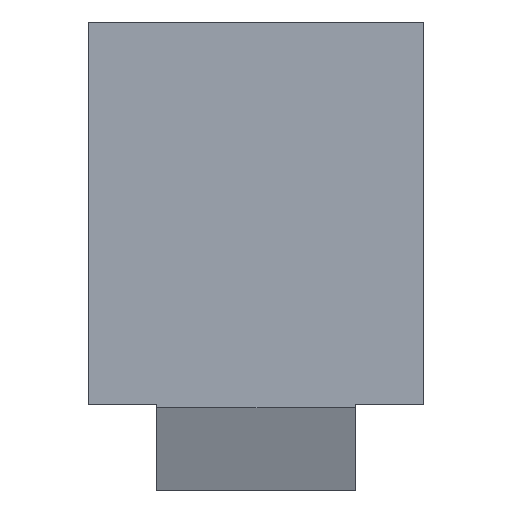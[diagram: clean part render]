
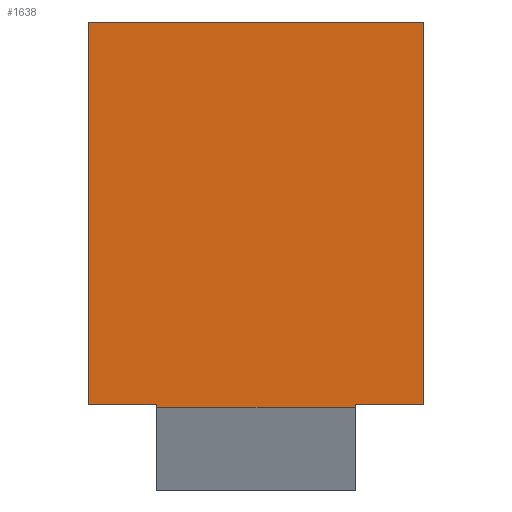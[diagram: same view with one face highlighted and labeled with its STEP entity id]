
A CAD part, left-side view. The second image highlights one B-rep face of the part: STEP entity #1638.
In plain terms, the highlighted planar face has unit normal (-1, 0, 0).
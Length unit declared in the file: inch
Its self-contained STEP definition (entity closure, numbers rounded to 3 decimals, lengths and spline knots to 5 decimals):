
#187 = VERTEX_POINT ( 'NONE', #606 ) ;
#188 = VERTEX_POINT ( 'NONE', #607 ) ;
#197 = VERTEX_POINT ( 'NONE', #616 ) ;
#198 = VERTEX_POINT ( 'NONE', #617 ) ;
#200 = VERTEX_POINT ( 'NONE', #619 ) ;
#201 = VERTEX_POINT ( 'NONE', #620 ) ;
#204 = VERTEX_POINT ( 'NONE', #623 ) ;
#207 = VERTEX_POINT ( 'NONE', #626 ) ;
#606 = CARTESIAN_POINT ( 'NONE',  ( -1.24213, 0.11417, -0.03965 ) ) ;
#607 = CARTESIAN_POINT ( 'NONE',  ( -1.24213, 0.11417, -0.03543 ) ) ;
#616 = CARTESIAN_POINT ( 'NONE',  ( -1.24213, -0.11417, -0.03965 ) ) ;
#617 = CARTESIAN_POINT ( 'NONE',  ( -1.24213, -0.11417, -0.03543 ) ) ;
#619 = CARTESIAN_POINT ( 'NONE',  ( -1.24213, 0.19291, 0.40354 ) ) ;
#620 = CARTESIAN_POINT ( 'NONE',  ( -1.24213, 0.19291, -0.03543 ) ) ;
#623 = CARTESIAN_POINT ( 'NONE',  ( -1.24213, -0.19291, 0.40354 ) ) ;
#626 = CARTESIAN_POINT ( 'NONE',  ( -1.24213, -0.19291, -0.03543 ) ) ;
#1638 = ADVANCED_FACE ( 'NONE', ( #4950 ), #4247, .T. ) ;
#1954 = EDGE_CURVE ( 'NONE', #188, #187, #6298, .T. ) ;
#1970 = EDGE_CURVE ( 'NONE', #201, #188, #6329, .T. ) ;
#1973 = EDGE_CURVE ( 'NONE', #197, #198, #6335, .T. ) ;
#1975 = EDGE_CURVE ( 'NONE', #187, #197, #6339, .T. ) ;
#1977 = EDGE_CURVE ( 'NONE', #200, #201, #6313, .T. ) ;
#1980 = EDGE_CURVE ( 'NONE', #204, #200, #6327, .T. ) ;
#1983 = EDGE_CURVE ( 'NONE', #198, #207, #6354, .T. ) ;
#2429 = ORIENTED_EDGE ( 'NONE', *, *, #2669, .T. ) ;
#2430 = ORIENTED_EDGE ( 'NONE', *, *, #1980, .T. ) ;
#2431 = ORIENTED_EDGE ( 'NONE', *, *, #1977, .T. ) ;
#2432 = ORIENTED_EDGE ( 'NONE', *, *, #1970, .T. ) ;
#2433 = ORIENTED_EDGE ( 'NONE', *, *, #1954, .T. ) ;
#2434 = ORIENTED_EDGE ( 'NONE', *, *, #1975, .T. ) ;
#2435 = ORIENTED_EDGE ( 'NONE', *, *, #1973, .T. ) ;
#2436 = ORIENTED_EDGE ( 'NONE', *, *, #1983, .T. ) ;
#2669 = EDGE_CURVE ( 'NONE', #207, #204, #6362, .T. ) ;
#4242 = CARTESIAN_POINT ( 'NONE',  ( -1.24213, 0.19291, 0.40748 ) ) ;
#4247 = PLANE ( 'NONE',  #5587 ) ;
#4252 = DIRECTION ( 'NONE',  ( -1., 0., 0. ) ) ;
#4253 = DIRECTION ( 'NONE',  ( 0., 0., 1. ) ) ;
#4950 = FACE_OUTER_BOUND ( 'NONE', #7099, .T. ) ;
#5587 = AXIS2_PLACEMENT_3D ( 'NONE', #4242, #4252, #4253 ) ;
#5842 = CARTESIAN_POINT ( 'NONE',  ( -1.24213, 0.11417, -0.13386 ) ) ;
#5843 = DIRECTION ( 'NONE',  ( 0., 0., -1. ) ) ;
#5872 = CARTESIAN_POINT ( 'NONE',  ( -1.24213, 0.19291, 0.40748 ) ) ;
#5874 = CARTESIAN_POINT ( 'NONE',  ( -1.24213, 0.19291, -0.03543 ) ) ;
#5875 = DIRECTION ( 'NONE',  ( 0., -1., 0. ) ) ;
#5880 = CARTESIAN_POINT ( 'NONE',  ( -1.24213, -0.11417, -0.13386 ) ) ;
#5881 = DIRECTION ( 'NONE',  ( 0., 0., 1. ) ) ;
#5884 = CARTESIAN_POINT ( 'NONE',  ( -1.24213, 0.19291, -0.03965 ) ) ;
#5885 = DIRECTION ( 'NONE',  ( 0., -1., 0. ) ) ;
#5888 = CARTESIAN_POINT ( 'NONE',  ( -1.24213, 0.19291, 0.40354 ) ) ;
#5889 = DIRECTION ( 'NONE',  ( 0., 0., -1. ) ) ;
#5896 = DIRECTION ( 'NONE',  ( 0., 1., 0. ) ) ;
#5901 = CARTESIAN_POINT ( 'NONE',  ( -1.24213, 0.19291, -0.03543 ) ) ;
#5902 = DIRECTION ( 'NONE',  ( 0., -1., 0. ) ) ;
#5909 = CARTESIAN_POINT ( 'NONE',  ( -1.24213, -0.19291, 0. ) ) ;
#5910 = DIRECTION ( 'NONE',  ( 0., 0., 1. ) ) ;
#6298 = LINE ( 'NONE', #5842, #6299 ) ;
#6299 = VECTOR ( 'NONE', #5843, 39.37008 ) ;
#6313 = LINE ( 'NONE', #5872, #6343 ) ;
#6327 = LINE ( 'NONE', #5888, #6348 ) ;
#6329 = LINE ( 'NONE', #5874, #6330 ) ;
#6330 = VECTOR ( 'NONE', #5875, 39.37008 ) ;
#6335 = LINE ( 'NONE', #5880, #6336 ) ;
#6336 = VECTOR ( 'NONE', #5881, 39.37008 ) ;
#6339 = LINE ( 'NONE', #5884, #6340 ) ;
#6340 = VECTOR ( 'NONE', #5885, 39.37008 ) ;
#6343 = VECTOR ( 'NONE', #5889, 39.37008 ) ;
#6348 = VECTOR ( 'NONE', #5896, 39.37008 ) ;
#6354 = LINE ( 'NONE', #5901, #6355 ) ;
#6355 = VECTOR ( 'NONE', #5902, 39.37008 ) ;
#6362 = LINE ( 'NONE', #5909, #6363 ) ;
#6363 = VECTOR ( 'NONE', #5910, 39.37008 ) ;
#7099 = EDGE_LOOP ( 'NONE', ( #2429, #2430, #2431, #2432, #2433, #2434, #2435, #2436 ) ) ;
